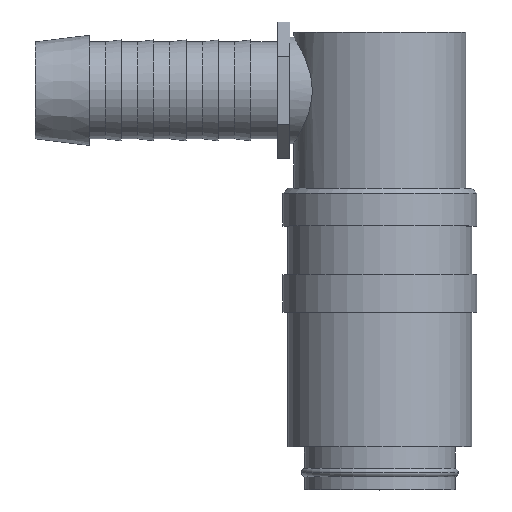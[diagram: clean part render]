
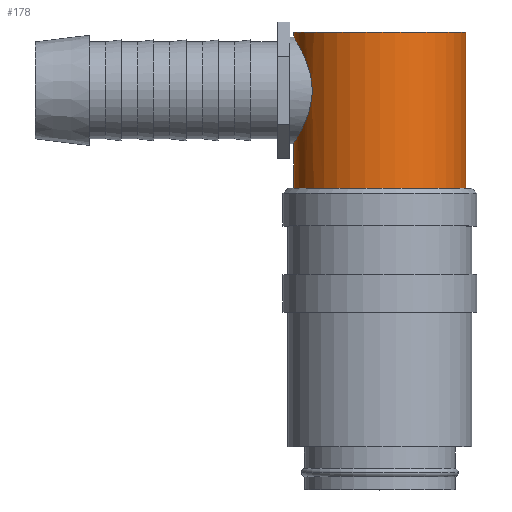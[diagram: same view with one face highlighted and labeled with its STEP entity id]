
A CAD part, top view. The second image highlights one B-rep face of the part: STEP entity #178.
In plain terms, the highlighted cylindrical face has radius 8 mm (diameter 16 mm), a partial arc.
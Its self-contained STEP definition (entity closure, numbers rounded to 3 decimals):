
#178=ADVANCED_FACE('',(#397),#398,.T.);
#397=FACE_OUTER_BOUND('',#654,.T.);
#398=CYLINDRICAL_SURFACE('',#655,8.0);
#654=EDGE_LOOP('',(#1098,#1099,#1100,#1101,#1102,#1103));
#655=AXIS2_PLACEMENT_3D('',#1104,#1105,#1106);
#1098=ORIENTED_EDGE('',*,*,#1581,.T.);
#1099=ORIENTED_EDGE('',*,*,#1541,.F.);
#1100=ORIENTED_EDGE('',*,*,#1582,.T.);
#1101=ORIENTED_EDGE('',*,*,#1583,.F.);
#1102=ORIENTED_EDGE('',*,*,#1584,.T.);
#1103=ORIENTED_EDGE('',*,*,#1585,.F.);
#1104=CARTESIAN_POINT('',(0.0,34.163,0.0));
#1105=DIRECTION('',(-0.0,1.0,0.0));
#1106=DIRECTION('',(1.0,0.0,0.0));
#1541=EDGE_CURVE('',#1854,#1853,#1856,.T.);
#1581=EDGE_CURVE('',#1910,#1853,#1911,.T.);
#1582=EDGE_CURVE('',#1854,#1912,#1913,.T.);
#1583=EDGE_CURVE('',#1914,#1912,#1915,.T.);
#1584=EDGE_CURVE('',#1914,#1916,#1917,.T.);
#1585=EDGE_CURVE('',#1910,#1916,#1918,.T.);
#1853=VERTEX_POINT('',#2299);
#1854=VERTEX_POINT('',#2300);
#1856=CIRCLE('',#2302,8.0);
#1910=VERTEX_POINT('',#2373);
#1911=LINE('',#2374,#2375);
#1912=VERTEX_POINT('',#2376);
#1913=LINE('',#2377,#2378);
#1914=VERTEX_POINT('',#2379);
#1915=B_SPLINE_CURVE_WITH_KNOTS('',3,(#2380,#2381,#2382,#2383,#2384,#2385,#2386,#2387,#2388,#2389,#2390,#2391,#2392,#2393,#2394,#2395,#2396,#2397,#2398,#2399,#2400,#2401,#2402,#2403,#2404,#2405,#2406,#2407,#2408,#2409,#2410,#2411,#2412,#2413),.UNSPECIFIED.,.F.,.F.,(4,2,2,2,2,2,2,2,2,2,2,2,2,2,2,2,4),(7.714,8.674,9.635,10.595,11.556,12.524,13.491,14.459,15.427,16.395,17.363,18.331,19.298,20.259,21.22,22.18,23.141),.UNSPECIFIED.);
#1916=VERTEX_POINT('',#2414);
#1917=LINE('',#2415,#2416);
#1918=CIRCLE('',#2417,8.0);
#2299=CARTESIAN_POINT('',(8.0,42.5,0.0));
#2300=CARTESIAN_POINT('',(-8.0,42.5,0.));
#2302=AXIS2_PLACEMENT_3D('',#2753,#2754,#2755);
#2373=CARTESIAN_POINT('',(8.0,28.0,0.));
#2374=CARTESIAN_POINT('',(8.0,34.163,0.));
#2375=VECTOR('',#2803,1.0);
#2376=CARTESIAN_POINT('',(-8.0,42.05,0.));
#2377=CARTESIAN_POINT('',(-8.0,34.163,0.));
#2378=VECTOR('',#2804,1.0);
#2379=CARTESIAN_POINT('',(-8.0,32.15,0.));
#2380=CARTESIAN_POINT('',(-8.0,32.15,0.));
#2381=CARTESIAN_POINT('',(-8.0,32.15,0.32));
#2382=CARTESIAN_POINT('',(-7.98,32.182,0.649));
#2383=CARTESIAN_POINT('',(-7.901,32.311,1.296));
#2384=CARTESIAN_POINT('',(-7.841,32.409,1.616));
#2385=CARTESIAN_POINT('',(-7.691,32.665,2.223));
#2386=CARTESIAN_POINT('',(-7.601,32.823,2.512));
#2387=CARTESIAN_POINT('',(-7.404,33.183,3.044));
#2388=CARTESIAN_POINT('',(-7.298,33.386,3.286));
#2389=CARTESIAN_POINT('',(-7.089,33.816,3.716));
#2390=CARTESIAN_POINT('',(-6.978,34.059,3.919));
#2391=CARTESIAN_POINT('',(-6.763,34.59,4.279));
#2392=CARTESIAN_POINT('',(-6.66,34.878,4.435));
#2393=CARTESIAN_POINT('',(-6.483,35.483,4.69));
#2394=CARTESIAN_POINT('',(-6.41,35.801,4.788));
#2395=CARTESIAN_POINT('',(-6.31,36.448,4.918));
#2396=CARTESIAN_POINT('',(-6.285,36.777,4.95));
#2397=CARTESIAN_POINT('',(-6.285,37.423,4.95));
#2398=CARTESIAN_POINT('',(-6.31,37.752,4.918));
#2399=CARTESIAN_POINT('',(-6.41,38.399,4.788));
#2400=CARTESIAN_POINT('',(-6.483,38.717,4.69));
#2401=CARTESIAN_POINT('',(-6.66,39.322,4.435));
#2402=CARTESIAN_POINT('',(-6.763,39.61,4.279));
#2403=CARTESIAN_POINT('',(-6.978,40.141,3.919));
#2404=CARTESIAN_POINT('',(-7.089,40.384,3.716));
#2405=CARTESIAN_POINT('',(-7.298,40.814,3.286));
#2406=CARTESIAN_POINT('',(-7.404,41.017,3.044));
#2407=CARTESIAN_POINT('',(-7.601,41.377,2.512));
#2408=CARTESIAN_POINT('',(-7.691,41.535,2.223));
#2409=CARTESIAN_POINT('',(-7.841,41.791,1.616));
#2410=CARTESIAN_POINT('',(-7.901,41.889,1.296));
#2411=CARTESIAN_POINT('',(-7.98,42.018,0.649));
#2412=CARTESIAN_POINT('',(-8.0,42.05,0.32));
#2413=CARTESIAN_POINT('',(-8.0,42.05,0.));
#2414=CARTESIAN_POINT('',(-8.0,28.0,0.));
#2415=CARTESIAN_POINT('',(-8.0,34.163,0.));
#2416=VECTOR('',#2805,1.0);
#2417=AXIS2_PLACEMENT_3D('',#2806,#2807,#2808);
#2753=CARTESIAN_POINT('',(0.0,42.5,0.0));
#2754=DIRECTION('',(-0.0,1.0,0.0));
#2755=DIRECTION('',(1.0,0.0,0.0));
#2803=DIRECTION('',(0.0,1.0,0.0));
#2804=DIRECTION('',(-0.0,-1.0,-0.0));
#2805=DIRECTION('',(-0.0,-1.0,-0.0));
#2806=CARTESIAN_POINT('',(0.0,28.0,0.0));
#2807=DIRECTION('',(0.0,-1.0,0.0));
#2808=DIRECTION('',(1.0,0.0,0.0));
